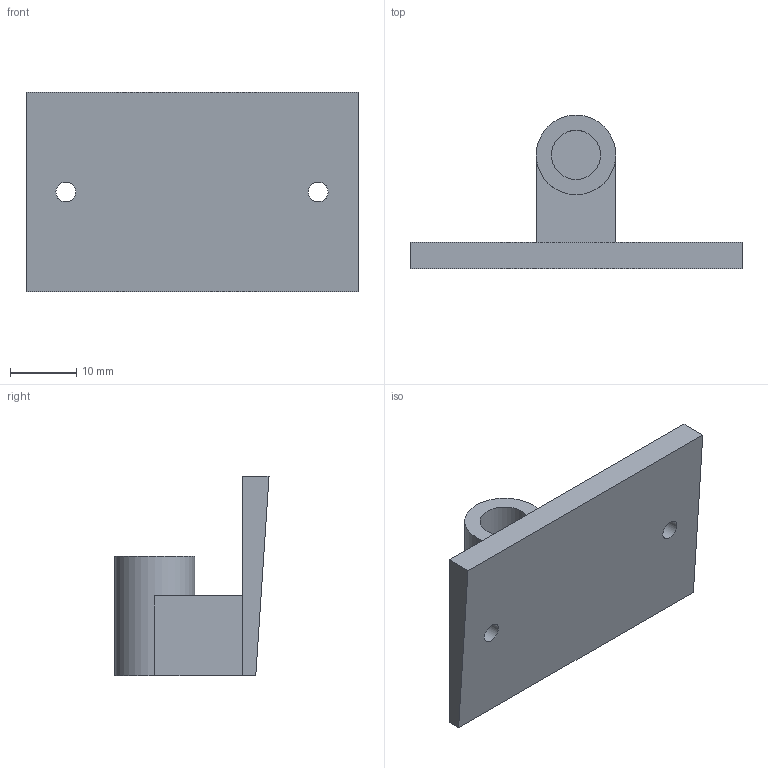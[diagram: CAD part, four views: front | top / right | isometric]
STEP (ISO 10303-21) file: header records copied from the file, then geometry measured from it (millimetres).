
FILE_DESCRIPTION(/* description */ (''),/* implementation_level */ '2;1');
FILE_NAME(/* name */ 'Cam Halter 3 v4.stp',/* time_stamp */ '2022-09-22T11:46:59+02:00',/* author */ (''),/* organization */ (''),/* preprocessor_version */ 'ST-DEVELOPER v19',/* originating_system */ 'Autodesk Translation Framework v11.7.0.108',/* authorisation */ '');
FILE_SCHEMA (('AUTOMOTIVE_DESIGN { 1 0 10303 214 3 1 1 }'));
Length unit declared in the file: millimetre
Products named in the file (1): Cam Halter 3
Bounding box: 50 x 23.2 x 30 mm (x, y, z)
Volume: 7027.4 mm3; surface area: 4938.6 mm2
Topology: 1 solids, 1 shells, 15 faces, 35 edges, 23 vertices
Faces by surface type: plane 11, cylinder 4
Full cylindrical faces by diameter (mm): 3 x2, 7.4 x1, 12 x1
Entity records: 471 total; most frequent: DIRECTION 76, CARTESIAN_POINT 74, ORIENTED_EDGE 70, EDGE_CURVE 35, LINE 26, VECTOR 26, AXIS2_PLACEMENT_3D 25, VERTEX_POINT 23
